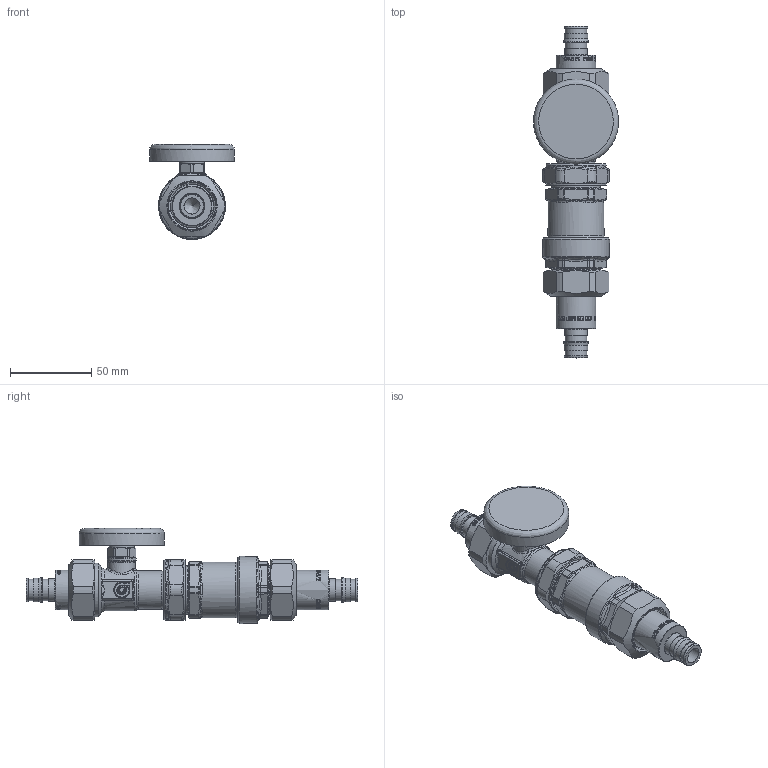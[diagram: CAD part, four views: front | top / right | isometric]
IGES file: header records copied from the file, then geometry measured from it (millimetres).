
Global section: file name: 127143AFC_Simplify_1; native system: Autodesk Inventor 2025; preprocessor: unknown; author: ischreiner; date: 20250724.143823; units: inch
Bounding box: 52.31 x 204.42 x 58.6 mm (x, y, z)
Volume: 114096.5 mm3; surface area: 53509.4 mm2
Topology: 6 solids, 6 shells, 1715 faces, 4473 edges, 2826 vertices
Faces by surface type: bspline 1715
